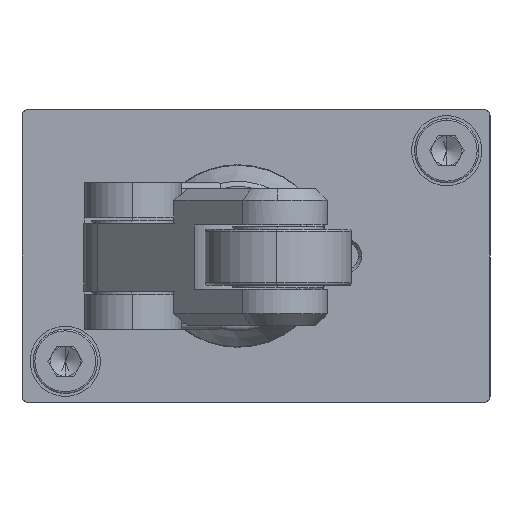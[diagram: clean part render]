
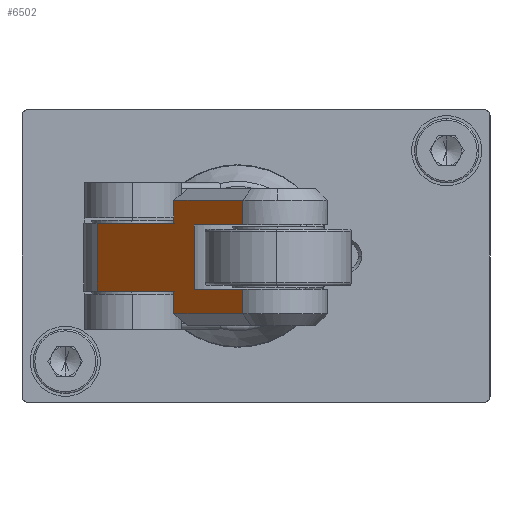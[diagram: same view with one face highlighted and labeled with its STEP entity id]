
A CAD part, left-side view. The second image highlights one B-rep face of the part: STEP entity #6502.
In plain terms, the highlighted planar face has unit normal (-0.691, 0.723, 0).
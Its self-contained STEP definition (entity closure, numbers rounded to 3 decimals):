
#226 = DIRECTION ( 'NONE',  ( 0., 0., 1. ) ) ;
#655 = DIRECTION ( 'NONE',  ( 0., 0., 1. ) ) ;
#729 = VECTOR ( 'NONE', #1170, 1000. ) ;
#769 = EDGE_CURVE ( 'NONE', #9448, #4723, #12548, .T. ) ;
#1022 = CARTESIAN_POINT ( 'NONE',  ( -64.405, 27.023, 15.3 ) ) ;
#1093 = EDGE_CURVE ( 'NONE', #13769, #1975, #10570, .T. ) ;
#1170 = DIRECTION ( 'NONE',  ( 0.723, 0.691, 0. ) ) ;
#1177 = VECTOR ( 'NONE', #12698, 1000. ) ;
#1305 = EDGE_CURVE ( 'NONE', #10273, #4723, #2080, .T. ) ;
#1357 = CARTESIAN_POINT ( 'NONE',  ( -64.405, 27.023, 9.5 ) ) ;
#1404 = CARTESIAN_POINT ( 'NONE',  ( -57.552, 33.572, 15.3 ) ) ;
#1408 = VECTOR ( 'NONE', #12133, 1000. ) ;
#1466 = CARTESIAN_POINT ( 'NONE',  ( -64.059, 27.354, 17.25 ) ) ;
#1673 = VECTOR ( 'NONE', #5401, 1000. ) ;
#1771 = ORIENTED_EDGE ( 'NONE', *, *, #2134, .T. ) ;
#1975 = VERTEX_POINT ( 'NONE', #4321 ) ;
#2080 = LINE ( 'NONE', #10066, #12887 ) ;
#2134 = EDGE_CURVE ( 'NONE', #13263, #7848, #5306, .T. ) ;
#2525 = CARTESIAN_POINT ( 'NONE',  ( -66.249, 25.262, 15.15 ) ) ;
#2787 = LINE ( 'NONE', #8848, #7497 ) ;
#2929 = AXIS2_PLACEMENT_3D ( 'NONE', #10809, #4373, #3376 ) ;
#3065 = ORIENTED_EDGE ( 'NONE', *, *, #5394, .T. ) ;
#3123 = CARTESIAN_POINT ( 'NONE',  ( -64.059, 27.354, 9.65 ) ) ;
#3187 = ORIENTED_EDGE ( 'NONE', *, *, #8572, .T. ) ;
#3376 = DIRECTION ( 'NONE',  ( 0., 0., -1. ) ) ;
#3440 = ORIENTED_EDGE ( 'NONE', *, *, #9911, .F. ) ;
#3655 = ORIENTED_EDGE ( 'NONE', *, *, #1093, .T. ) ;
#3854 = ORIENTED_EDGE ( 'NONE', *, *, #5117, .T. ) ;
#4175 = LINE ( 'NONE', #6767, #8313 ) ;
#4292 = VECTOR ( 'NONE', #11948, 1000. ) ;
#4307 = CARTESIAN_POINT ( 'NONE',  ( -64.405, 27.023, 12.4 ) ) ;
#4321 = CARTESIAN_POINT ( 'NONE',  ( -64.405, 27.023, 17.25 ) ) ;
#4373 = DIRECTION ( 'NONE',  ( -0.691, 0.723, 0. ) ) ;
#4482 = DIRECTION ( 'NONE',  ( 0., 0., 1. ) ) ;
#4723 = VERTEX_POINT ( 'NONE', #1404 ) ;
#4735 = VERTEX_POINT ( 'NONE', #1357 ) ;
#4742 = CARTESIAN_POINT ( 'NONE',  ( -64.059, 27.354, 15.15 ) ) ;
#5117 = EDGE_CURVE ( 'NONE', #7848, #13769, #13007, .T. ) ;
#5306 = LINE ( 'NONE', #4742, #8284 ) ;
#5394 = EDGE_CURVE ( 'NONE', #4735, #9803, #12667, .T. ) ;
#5401 = DIRECTION ( 'NONE',  ( 0., 0., 1. ) ) ;
#5412 = EDGE_CURVE ( 'NONE', #10572, #13263, #6732, .T. ) ;
#5425 = ORIENTED_EDGE ( 'NONE', *, *, #10460, .T. ) ;
#5512 = CARTESIAN_POINT ( 'NONE',  ( -64.059, 27.354, 15.3 ) ) ;
#5696 = FACE_OUTER_BOUND ( 'NONE', #10518, .T. ) ;
#5741 = VECTOR ( 'NONE', #226, 1000. ) ;
#6113 = ORIENTED_EDGE ( 'NONE', *, *, #7648, .T. ) ;
#6502 = ADVANCED_FACE ( 'NONE', ( #5696 ), #10675, .T. ) ;
#6673 = CARTESIAN_POINT ( 'NONE',  ( -70.566, 21.137, 12.4 ) ) ;
#6719 = DIRECTION ( 'NONE',  ( -0.723, -0.691, 0. ) ) ;
#6732 = LINE ( 'NONE', #8550, #1673 ) ;
#6767 = CARTESIAN_POINT ( 'NONE',  ( -64.405, 27.023, 12.4 ) ) ;
#6871 = ORIENTED_EDGE ( 'NONE', *, *, #1305, .F. ) ;
#7320 = VECTOR ( 'NONE', #13803, 1000. ) ;
#7497 = VECTOR ( 'NONE', #4482, 1000. ) ;
#7536 = ORIENTED_EDGE ( 'NONE', *, *, #769, .T. ) ;
#7648 = EDGE_CURVE ( 'NONE', #9287, #8521, #2787, .T. ) ;
#7848 = VERTEX_POINT ( 'NONE', #12303 ) ;
#8048 = CARTESIAN_POINT ( 'NONE',  ( -57.552, 33.572, 9.5 ) ) ;
#8067 = ORIENTED_EDGE ( 'NONE', *, *, #9046, .T. ) ;
#8284 = VECTOR ( 'NONE', #6719, 1000. ) ;
#8313 = VECTOR ( 'NONE', #11966, 1000. ) ;
#8336 = CARTESIAN_POINT ( 'NONE',  ( -70.566, 21.137, 9.65 ) ) ;
#8521 = VERTEX_POINT ( 'NONE', #8336 ) ;
#8550 = CARTESIAN_POINT ( 'NONE',  ( -66.249, 25.262, 12.4 ) ) ;
#8572 = EDGE_CURVE ( 'NONE', #8521, #10572, #9335, .T. ) ;
#8848 = CARTESIAN_POINT ( 'NONE',  ( -70.566, 21.137, 12.4 ) ) ;
#9046 = EDGE_CURVE ( 'NONE', #1975, #9448, #4175, .T. ) ;
#9287 = VERTEX_POINT ( 'NONE', #9323 ) ;
#9323 = CARTESIAN_POINT ( 'NONE',  ( -70.566, 21.137, 7.55 ) ) ;
#9335 = LINE ( 'NONE', #3123, #11662 ) ;
#9448 = VERTEX_POINT ( 'NONE', #1022 ) ;
#9803 = VERTEX_POINT ( 'NONE', #12706 ) ;
#9875 = CARTESIAN_POINT ( 'NONE',  ( -70.566, 21.137, 17.25 ) ) ;
#9911 = EDGE_CURVE ( 'NONE', #4735, #10273, #11933, .T. ) ;
#10066 = CARTESIAN_POINT ( 'NONE',  ( -57.552, 33.572, 12.4 ) ) ;
#10273 = VERTEX_POINT ( 'NONE', #8048 ) ;
#10460 = EDGE_CURVE ( 'NONE', #9803, #9287, #10921, .T. ) ;
#10518 = EDGE_LOOP ( 'NONE', ( #5425, #6113, #3187, #13328, #1771, #3854, #3655, #8067, #7536, #6871, #3440, #3065 ) ) ;
#10570 = LINE ( 'NONE', #1466, #1408 ) ;
#10572 = VERTEX_POINT ( 'NONE', #10790 ) ;
#10675 = PLANE ( 'NONE',  #2929 ) ;
#10728 = DIRECTION ( 'NONE',  ( 0.723, 0.691, 0. ) ) ;
#10790 = CARTESIAN_POINT ( 'NONE',  ( -66.249, 25.262, 9.65 ) ) ;
#10809 = CARTESIAN_POINT ( 'NONE',  ( -57.552, 33.572, 17.25 ) ) ;
#10921 = LINE ( 'NONE', #13013, #4292 ) ;
#11662 = VECTOR ( 'NONE', #10728, 1000. ) ;
#11933 = LINE ( 'NONE', #13663, #7320 ) ;
#11948 = DIRECTION ( 'NONE',  ( -0.723, -0.691, 0. ) ) ;
#11966 = DIRECTION ( 'NONE',  ( 0., 0., -1. ) ) ;
#12133 = DIRECTION ( 'NONE',  ( 0.723, 0.691, 0. ) ) ;
#12303 = CARTESIAN_POINT ( 'NONE',  ( -70.566, 21.137, 15.15 ) ) ;
#12548 = LINE ( 'NONE', #5512, #729 ) ;
#12667 = LINE ( 'NONE', #4307, #1177 ) ;
#12698 = DIRECTION ( 'NONE',  ( 0., 0., -1. ) ) ;
#12706 = CARTESIAN_POINT ( 'NONE',  ( -64.405, 27.023, 7.55 ) ) ;
#12887 = VECTOR ( 'NONE', #655, 1000. ) ;
#13007 = LINE ( 'NONE', #6673, #5741 ) ;
#13013 = CARTESIAN_POINT ( 'NONE',  ( -64.059, 27.354, 7.55 ) ) ;
#13263 = VERTEX_POINT ( 'NONE', #2525 ) ;
#13328 = ORIENTED_EDGE ( 'NONE', *, *, #5412, .T. ) ;
#13663 = CARTESIAN_POINT ( 'NONE',  ( -58.808, 32.371, 9.5 ) ) ;
#13769 = VERTEX_POINT ( 'NONE', #9875 ) ;
#13803 = DIRECTION ( 'NONE',  ( 0.723, 0.691, 0. ) ) ;
